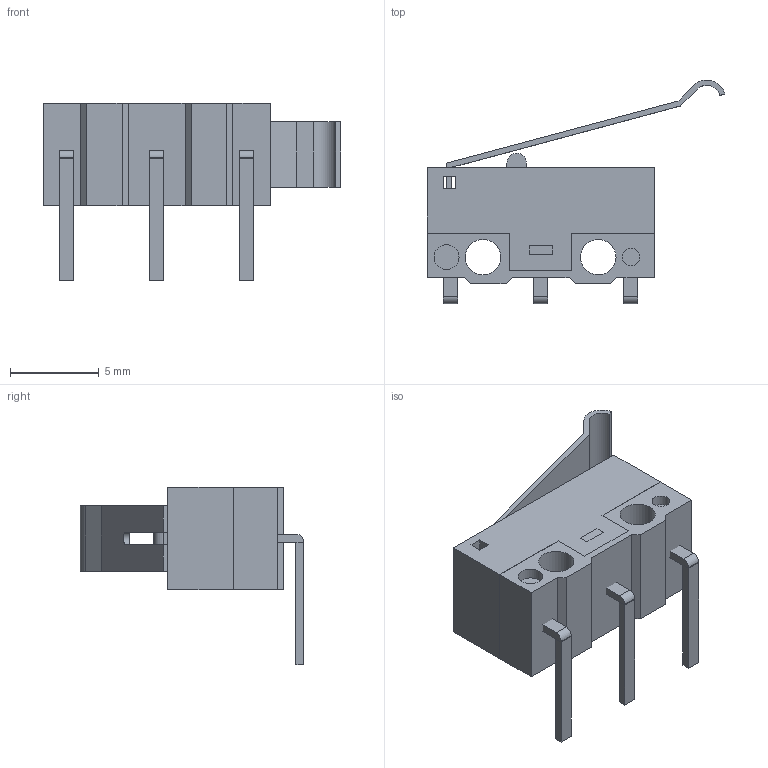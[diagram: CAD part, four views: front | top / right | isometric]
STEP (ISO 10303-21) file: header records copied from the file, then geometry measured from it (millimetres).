
FILE_DESCRIPTION(('FreeCAD Model'),'2;1');
FILE_NAME('Open CASCADE Shape Model','2022-08-29T18:54:13',( 'kicad StepUp'),('ksu MCAD'),'Open CASCADE STEP processor 7.6', 'FreeCAD','Unknown');
FILE_SCHEMA(('AUTOMOTIVE_DESIGN { 1 0 10303 214 1 1 1 1 }'));
Length unit declared in the file: millimetre
Products named in the file (1): SW_XKB_DM1_16UC_1_cp
Bounding box: 16.78 x 12.61 x 10.03 mm (x, y, z)
Volume: 318.9 mm3; surface area: 1074.4 mm2
Topology: 7 solids, 7 shells, 209 faces, 547 edges, 354 vertices
Faces by surface type: plane 196, cylinder 13
Full cylindrical faces by diameter (mm): 1 x1, 1.4 x3, 2 x2
Entity records: 7833 total; most frequent: CARTESIAN_POINT 1111, ORIENTED_EDGE 1094, DIRECTION 993, EDGE_CURVE 547, LINE 521, VECTOR 521, VERTEX_POINT 354, AXIS2_PLACEMENT_3D 236
